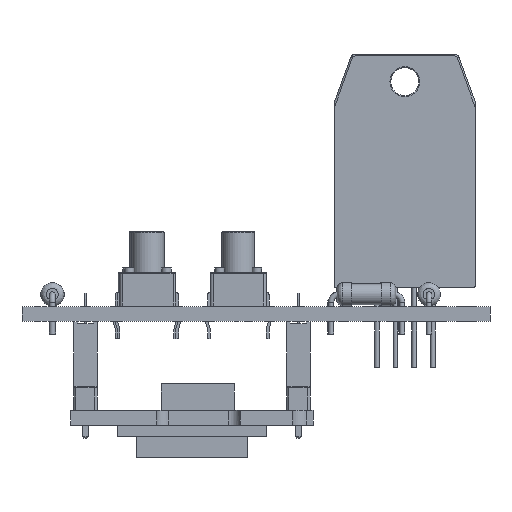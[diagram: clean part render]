
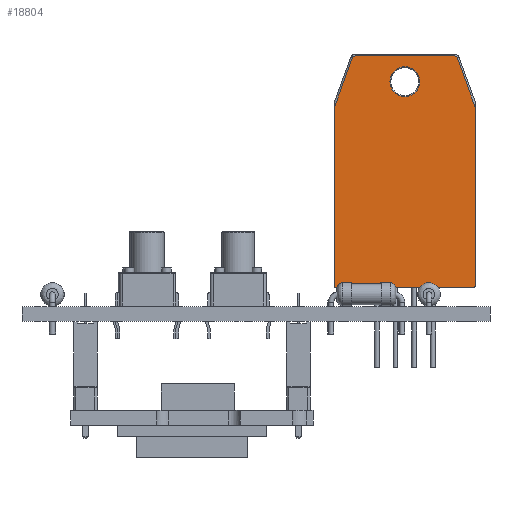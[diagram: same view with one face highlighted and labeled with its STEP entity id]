
A CAD part, front view. The second image highlights one B-rep face of the part: STEP entity #18804.
In plain terms, the highlighted face is planar.
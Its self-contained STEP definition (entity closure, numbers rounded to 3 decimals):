
#318=FACE_BOUND('',#7535,.T.);
#555=PLANE('',#19953);
#1498=LINE('',#27357,#3629);
#1539=LINE('',#27435,#3670);
#1599=LINE('',#27557,#3730);
#1600=LINE('',#27561,#3731);
#1601=LINE('',#27565,#3732);
#1602=LINE('',#27568,#3733);
#3629=VECTOR('',#21816,10.);
#3670=VECTOR('',#21861,10.);
#3730=VECTOR('',#21945,10.);
#3731=VECTOR('',#21950,10.);
#3732=VECTOR('',#21953,10.);
#3733=VECTOR('',#21956,10.);
#6463=FACE_OUTER_BOUND('',#7534,.T.);
#7534=EDGE_LOOP('',(#13910,#13911,#13912,#13913,#13914,#13915,#13916,#13917,
#13918,#13919));
#7535=EDGE_LOOP('',(#13920));
#8777=CIRCLE('',#19919,1.6);
#8787=CIRCLE('',#19954,0.2);
#8788=CIRCLE('',#19955,0.3);
#8789=CIRCLE('',#19956,0.3);
#8790=CIRCLE('',#19957,0.2);
#9172=VERTEX_POINT('',#26821);
#9428=VERTEX_POINT('',#27354);
#9429=VERTEX_POINT('',#27356);
#9463=VERTEX_POINT('',#27433);
#9464=VERTEX_POINT('',#27434);
#9511=VERTEX_POINT('',#27550);
#9514=VERTEX_POINT('',#27555);
#9515=VERTEX_POINT('',#27560);
#9516=VERTEX_POINT('',#27562);
#9517=VERTEX_POINT('',#27564);
#9518=VERTEX_POINT('',#27566);
#10835=EDGE_CURVE('',#9172,#9172,#8777,.T.);
#11103=EDGE_CURVE('',#9428,#9429,#1498,.T.);
#11144=EDGE_CURVE('',#9463,#9464,#1539,.T.);
#11207=EDGE_CURVE('',#9514,#9511,#1599,.T.);
#11208=EDGE_CURVE('',#9514,#9429,#8787,.T.);
#11209=EDGE_CURVE('',#9428,#9515,#1600,.T.);
#11210=EDGE_CURVE('',#9515,#9516,#8788,.T.);
#11211=EDGE_CURVE('',#9516,#9517,#1601,.T.);
#11212=EDGE_CURVE('',#9517,#9518,#8789,.T.);
#11213=EDGE_CURVE('',#9518,#9463,#1602,.T.);
#11214=EDGE_CURVE('',#9464,#9511,#8790,.T.);
#13910=ORIENTED_EDGE('',*,*,#11208,.T.);
#13911=ORIENTED_EDGE('',*,*,#11103,.F.);
#13912=ORIENTED_EDGE('',*,*,#11209,.T.);
#13913=ORIENTED_EDGE('',*,*,#11210,.T.);
#13914=ORIENTED_EDGE('',*,*,#11211,.T.);
#13915=ORIENTED_EDGE('',*,*,#11212,.T.);
#13916=ORIENTED_EDGE('',*,*,#11213,.T.);
#13917=ORIENTED_EDGE('',*,*,#11144,.T.);
#13918=ORIENTED_EDGE('',*,*,#11214,.T.);
#13919=ORIENTED_EDGE('',*,*,#11207,.F.);
#13920=ORIENTED_EDGE('',*,*,#10835,.T.);
#18804=ADVANCED_FACE('',(#6463,#318),#555,.F.);
#19919=AXIS2_PLACEMENT_3D('',#26823,#21519,#21520);
#19953=AXIS2_PLACEMENT_3D('',#27558,#21946,#21947);
#19954=AXIS2_PLACEMENT_3D('',#27559,#21948,#21949);
#19955=AXIS2_PLACEMENT_3D('',#27563,#21951,#21952);
#19956=AXIS2_PLACEMENT_3D('',#27567,#21954,#21955);
#19957=AXIS2_PLACEMENT_3D('',#27569,#21957,#21958);
#21519=DIRECTION('center_axis',(1.,0.,0.));
#21520=DIRECTION('ref_axis',(0.,0.,1.));
#21816=DIRECTION('',(0.,-1.,0.));
#21861=DIRECTION('',(0.,-1.,0.));
#21945=DIRECTION('',(0.,0.,-1.));
#21946=DIRECTION('center_axis',(1.,0.,0.));
#21947=DIRECTION('ref_axis',(0.,0.,-1.));
#21948=DIRECTION('center_axis',(-1.,0.,0.));
#21949=DIRECTION('ref_axis',(0.,0.,1.));
#21950=DIRECTION('',(0.,0.94,-0.342));
#21951=DIRECTION('center_axis',(-1.,0.,0.));
#21952=DIRECTION('ref_axis',(0.,1.,0.));
#21953=DIRECTION('',(0.,0.,-1.));
#21954=DIRECTION('center_axis',(-1.,0.,0.));
#21955=DIRECTION('ref_axis',(0.,0.342,-0.94));
#21956=DIRECTION('',(0.,-0.94,-0.342));
#21957=DIRECTION('center_axis',(-1.,0.,0.));
#21958=DIRECTION('ref_axis',(0.,-1.,0.));
#26821=CARTESIAN_POINT('',(0.,9.59,-1.6));
#26823=CARTESIAN_POINT('Origin',(0.,9.59,0.));
#27354=CARTESIAN_POINT('',(0.,6.865,7.55));
#27356=CARTESIAN_POINT('',(0.,-12.35,7.55));
#27357=CARTESIAN_POINT('',(0.,6.865,7.55));
#27433=CARTESIAN_POINT('',(0.,6.865,-7.55));
#27434=CARTESIAN_POINT('',(0.,-12.35,-7.55));
#27435=CARTESIAN_POINT('',(0.,6.865,-7.55));
#27550=CARTESIAN_POINT('',(0.,-12.55,-7.35));
#27555=CARTESIAN_POINT('',(0.,-12.55,7.35));
#27557=CARTESIAN_POINT('',(0.,-12.55,7.35));
#27558=CARTESIAN_POINT('Origin',(0.,-12.55,0.));
#27559=CARTESIAN_POINT('Origin',(0.,-12.35,7.35));
#27560=CARTESIAN_POINT('',(0.,12.153,5.626));
#27561=CARTESIAN_POINT('',(0.,6.865,7.55));
#27562=CARTESIAN_POINT('',(0.,12.35,5.344));
#27563=CARTESIAN_POINT('Origin',(0.,12.05,5.344));
#27564=CARTESIAN_POINT('',(0.,12.35,-5.344));
#27565=CARTESIAN_POINT('',(0.,12.35,5.344));
#27566=CARTESIAN_POINT('',(0.,12.153,-5.626));
#27567=CARTESIAN_POINT('Origin',(0.,12.05,-5.344));
#27568=CARTESIAN_POINT('',(0.,12.153,-5.626));
#27569=CARTESIAN_POINT('Origin',(0.,-12.35,-7.35));
